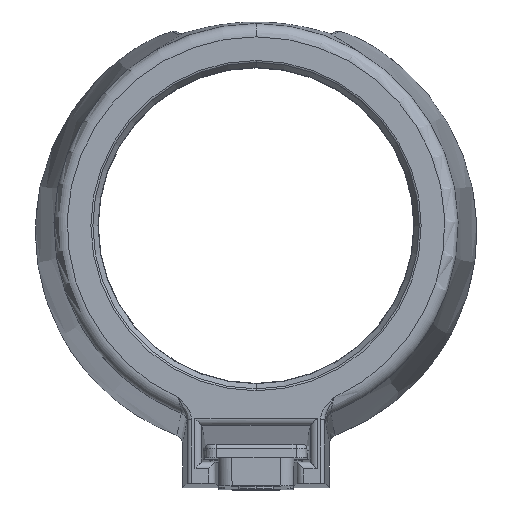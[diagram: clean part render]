
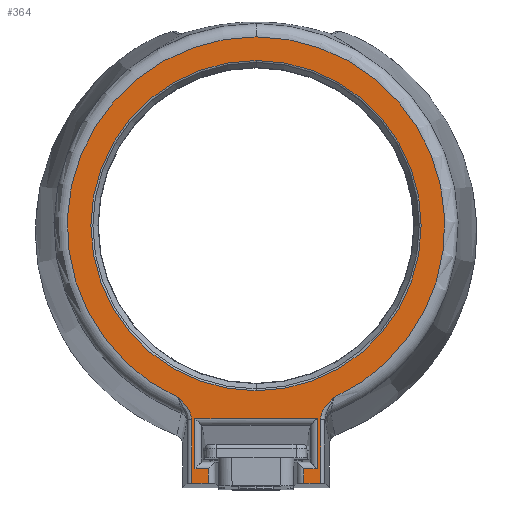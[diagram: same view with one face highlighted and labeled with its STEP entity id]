
A CAD part, front view. The second image highlights one B-rep face of the part: STEP entity #364.
In plain terms, the highlighted planar face has unit normal (0, -1, 0).
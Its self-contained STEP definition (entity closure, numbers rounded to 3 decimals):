
#364=ADVANCED_FACE('NONE',(#1013,#1014),#1015,.T.);
#1013=FACE_OUTER_BOUND('',#1960,.T.);
#1014=FACE_BOUND('',#1961,.T.);
#1015=PLANE('',#1962);
#1960=EDGE_LOOP('',(#4943,#4944,#4945,#4946,#4947,#4948,#4949,#4950,#4951,#4952,#4953,#4954,#4955,#4956,#4957));
#1961=EDGE_LOOP('',(#4958,#4959));
#1962=AXIS2_PLACEMENT_3D('',#4960,#4961,#4962);
#4943=ORIENTED_EDGE('',*,*,#7528,.T.);
#4944=ORIENTED_EDGE('',*,*,#7529,.T.);
#4945=ORIENTED_EDGE('',*,*,#7530,.F.);
#4946=ORIENTED_EDGE('',*,*,#7531,.T.);
#4947=ORIENTED_EDGE('',*,*,#7532,.T.);
#4948=ORIENTED_EDGE('',*,*,#7473,.T.);
#4949=ORIENTED_EDGE('',*,*,#7533,.T.);
#4950=ORIENTED_EDGE('',*,*,#7534,.T.);
#4951=ORIENTED_EDGE('',*,*,#7535,.T.);
#4952=ORIENTED_EDGE('',*,*,#7536,.F.);
#4953=ORIENTED_EDGE('',*,*,#7537,.T.);
#4954=ORIENTED_EDGE('',*,*,#7538,.T.);
#4955=ORIENTED_EDGE('',*,*,#7539,.T.);
#4956=ORIENTED_EDGE('',*,*,#7540,.T.);
#4957=ORIENTED_EDGE('',*,*,#7541,.T.);
#4958=ORIENTED_EDGE('',*,*,#7493,.T.);
#4959=ORIENTED_EDGE('',*,*,#7542,.T.);
#4960=CARTESIAN_POINT('',(0.0,0.0,0.0));
#4961=DIRECTION('',(0.0,-1.0,0.0));
#4962=DIRECTION('',(0.0,0.0,-1.0));
#7473=EDGE_CURVE('NONE',#8549,#8546,#8550,.T.);
#7493=EDGE_CURVE('NONE',#8583,#8581,#8584,.T.);
#7528=EDGE_CURVE('NONE',#8637,#8638,#8639,.T.);
#7529=EDGE_CURVE('NONE',#8638,#8640,#8641,.T.);
#7530=EDGE_CURVE('NONE',#8642,#8640,#8643,.T.);
#7531=EDGE_CURVE('NONE',#8642,#8644,#8645,.T.);
#7532=EDGE_CURVE('NONE',#8644,#8549,#8646,.T.);
#7533=EDGE_CURVE('NONE',#8546,#8647,#8648,.T.);
#7534=EDGE_CURVE('NONE',#8647,#8649,#8650,.T.);
#7535=EDGE_CURVE('NONE',#8649,#8651,#8652,.T.);
#7536=EDGE_CURVE('NONE',#8653,#8651,#8654,.T.);
#7537=EDGE_CURVE('NONE',#8653,#8655,#8656,.T.);
#7538=EDGE_CURVE('NONE',#8655,#8657,#8658,.T.);
#7539=EDGE_CURVE('NONE',#8657,#8659,#8660,.T.);
#7540=EDGE_CURVE('NONE',#8659,#8661,#8662,.T.);
#7541=EDGE_CURVE('NONE',#8661,#8637,#8663,.T.);
#7542=EDGE_CURVE('NONE',#8581,#8583,#8664,.T.);
#8546=VERTEX_POINT('',#10083);
#8549=VERTEX_POINT('NONE',#10086);
#8550=CIRCLE('',#10087,42.476);
#8581=VERTEX_POINT('NONE',#10438);
#8583=VERTEX_POINT('NONE',#10440);
#8584=CIRCLE('',#10441,37.155);
#8637=VERTEX_POINT('NONE',#10625);
#8638=VERTEX_POINT('NONE',#10626);
#8639=LINE('',#10627,#10628);
#8640=VERTEX_POINT('NONE',#10629);
#8641=LINE('',#10630,#10631);
#8642=VERTEX_POINT('NONE',#10632);
#8643=LINE('',#10633,#10634);
#8644=VERTEX_POINT('NONE',#10635);
#8645=LINE('',#10636,#10637);
#8646=B_SPLINE_CURVE_WITH_KNOTS('',3,(#10638,#10639,#10640,#10641,#10642,#10643,#10644,#10645,#10646,#10647,#10648,#10649),.UNSPECIFIED.,.F.,.F.,(4,2,2,2,2,4),(0.0,0.001,0.003,0.004,0.005,0.006),.UNSPECIFIED.);
#8647=VERTEX_POINT('NONE',#10650);
#8648=CIRCLE('',#10651,42.476);
#8649=VERTEX_POINT('NONE',#10652);
#8650=B_SPLINE_CURVE_WITH_KNOTS('',3,(#10653,#10654,#10655,#10656,#10657,#10658,#10659,#10660,#10661,#10662),.UNSPECIFIED.,.F.,.F.,(4,2,2,2,4),(0.,0.001,0.003,0.004,0.006),.UNSPECIFIED.);
#8651=VERTEX_POINT('NONE',#10663);
#8652=LINE('',#10664,#10665);
#8653=VERTEX_POINT('NONE',#10666);
#8654=LINE('',#10667,#10668);
#8655=VERTEX_POINT('NONE',#10669);
#8656=LINE('',#10670,#10671);
#8657=VERTEX_POINT('NONE',#10672);
#8658=LINE('',#10673,#10674);
#8659=VERTEX_POINT('NONE',#10675);
#8660=LINE('',#10676,#10677);
#8661=VERTEX_POINT('NONE',#10678);
#8662=LINE('',#10679,#10680);
#8663=LINE('',#10681,#10682);
#8664=CIRCLE('',#10683,37.155);
#10083=CARTESIAN_POINT('',(0.,0.0,42.476));
#10086=CARTESIAN_POINT('',(17.483,0.0,-38.711));
#10087=AXIS2_PLACEMENT_3D('',#14505,#14506,#14507);
#10438=CARTESIAN_POINT('',(0.,0.,-37.155));
#10440=CARTESIAN_POINT('',(0.0,0.,37.155));
#10441=AXIS2_PLACEMENT_3D('',#14529,#14530,#14531);
#10625=CARTESIAN_POINT('',(13.737,0.0,-54.7));
#10626=CARTESIAN_POINT('',(10.737,0.0,-54.7));
#10627=CARTESIAN_POINT('',(0.0,0.0,-54.7));
#10628=VECTOR('',#14581,1000.0);
#10629=CARTESIAN_POINT('',(10.737,0.0,-58.0));
#10630=CARTESIAN_POINT('',(10.737,0.0,0.0));
#10631=VECTOR('',#14582,1000.0);
#10632=CARTESIAN_POINT('',(14.509,0.0,-58.0));
#10633=CARTESIAN_POINT('',(0.0,0.0,-58.0));
#10634=VECTOR('',#14583,1000.0);
#10635=CARTESIAN_POINT('',(14.509,0.0,-43.668));
#10636=CARTESIAN_POINT('',(14.509,0.0,-43.041));
#10637=VECTOR('',#14584,1000.0);
#10638=CARTESIAN_POINT('',(14.509,0.0,-43.668));
#10639=CARTESIAN_POINT('',(14.509,0.0,-43.166));
#10640=CARTESIAN_POINT('',(14.609,-0.0,-42.685));
#10641=CARTESIAN_POINT('',(14.961,-0.0,-41.751));
#10642=CARTESIAN_POINT('',(15.207,0.0,-41.322));
#10643=CARTESIAN_POINT('',(15.778,-0.0,-40.516));
#10644=CARTESIAN_POINT('',(16.104,0.0,-40.138));
#10645=CARTESIAN_POINT('',(16.611,-0.0,-39.594));
#10646=CARTESIAN_POINT('',(16.784,0.0,-39.416));
#10647=CARTESIAN_POINT('',(17.132,0.,-39.062));
#10648=CARTESIAN_POINT('',(17.309,0.,-38.886));
#10649=CARTESIAN_POINT('',(17.483,0.0,-38.711));
#10650=CARTESIAN_POINT('',(-17.483,0.0,-38.711));
#10651=AXIS2_PLACEMENT_3D('',#14585,#14586,#14587);
#10652=CARTESIAN_POINT('',(-14.509,0.0,-43.668));
#10653=CARTESIAN_POINT('',(-17.483,0.0,-38.711));
#10654=CARTESIAN_POINT('',(-17.133,-0.0,-39.063));
#10655=CARTESIAN_POINT('',(-16.781,0.0,-39.413));
#10656=CARTESIAN_POINT('',(-16.104,-0.0,-40.138));
#10657=CARTESIAN_POINT('',(-15.778,0.0,-40.516));
#10658=CARTESIAN_POINT('',(-15.207,-0.0,-41.322));
#10659=CARTESIAN_POINT('',(-14.961,0.0,-41.751));
#10660=CARTESIAN_POINT('',(-14.609,-0.0,-42.685));
#10661=CARTESIAN_POINT('',(-14.509,-0.0,-43.166));
#10662=CARTESIAN_POINT('',(-14.509,0.0,-43.668));
#10663=CARTESIAN_POINT('',(-14.509,0.0,-58.0));
#10664=CARTESIAN_POINT('',(-14.509,0.0,-58.0));
#10665=VECTOR('',#14588,1000.0);
#10666=CARTESIAN_POINT('',(-10.737,0.0,-58.0));
#10667=CARTESIAN_POINT('',(0.0,0.0,-58.0));
#10668=VECTOR('',#14589,1000.0);
#10669=CARTESIAN_POINT('',(-10.737,0.0,-54.7));
#10670=CARTESIAN_POINT('',(-10.737,0.0,0.0));
#10671=VECTOR('',#14590,1000.0);
#10672=CARTESIAN_POINT('',(-13.737,0.0,-54.7));
#10673=CARTESIAN_POINT('',(0.0,0.0,-54.7));
#10674=VECTOR('',#14591,1000.0);
#10675=CARTESIAN_POINT('',(-13.737,0.0,-43.412));
#10676=CARTESIAN_POINT('',(-13.737,0.0,0.0));
#10677=VECTOR('',#14592,1000.0);
#10678=CARTESIAN_POINT('',(13.737,0.0,-43.412));
#10679=CARTESIAN_POINT('',(0.0,0.0,-43.412));
#10680=VECTOR('',#14593,1000.0);
#10681=CARTESIAN_POINT('',(13.737,0.0,0.0));
#10682=VECTOR('',#14594,1000.0);
#10683=AXIS2_PLACEMENT_3D('',#14595,#14596,#14597);
#14505=CARTESIAN_POINT('',(0.0,0.0,0.0));
#14506=DIRECTION('',(0.0,-1.0,0.0));
#14507=DIRECTION('',(0.0,0.0,-1.0));
#14529=CARTESIAN_POINT('',(0.0,0.0,0.0));
#14530=DIRECTION('',(-0.0,1.0,0.0));
#14531=DIRECTION('',(0.0,0.0,1.0));
#14581=DIRECTION('',(-1.0,0.0,0.0));
#14582=DIRECTION('',(0.0,0.0,-1.0));
#14583=DIRECTION('',(-1.0,-0.0,-0.0));
#14584=DIRECTION('',(0.0,0.0,1.0));
#14585=CARTESIAN_POINT('',(0.0,0.0,0.0));
#14586=DIRECTION('',(0.0,-1.0,0.0));
#14587=DIRECTION('',(0.0,0.0,-1.0));
#14588=DIRECTION('',(0.0,0.0,-1.0));
#14589=DIRECTION('',(-1.0,-0.0,-0.0));
#14590=DIRECTION('',(0.0,0.0,1.0));
#14591=DIRECTION('',(-1.0,0.0,0.0));
#14592=DIRECTION('',(0.0,0.0,1.0));
#14593=DIRECTION('',(1.0,0.0,0.0));
#14594=DIRECTION('',(0.0,0.0,-1.0));
#14595=CARTESIAN_POINT('',(0.0,0.0,0.0));
#14596=DIRECTION('',(-0.0,1.0,0.0));
#14597=DIRECTION('',(0.0,0.0,1.0));
